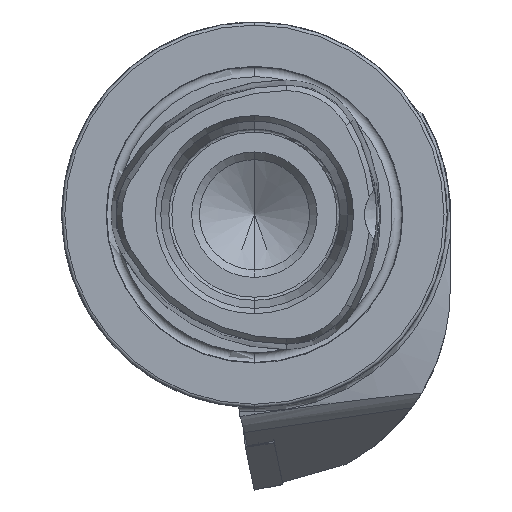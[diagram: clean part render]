
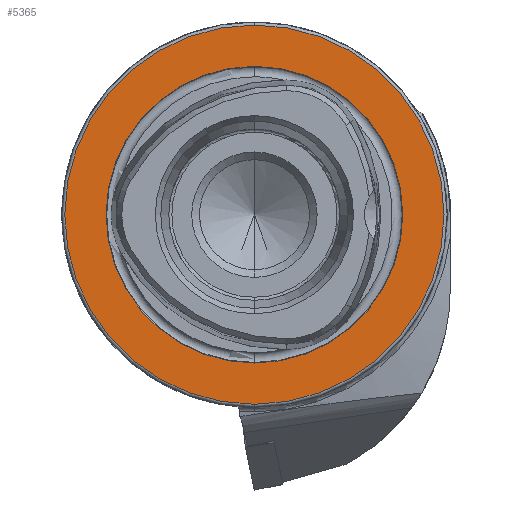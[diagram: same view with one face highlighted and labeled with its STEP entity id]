
A CAD part, left-side view. The second image highlights one B-rep face of the part: STEP entity #5365.
In plain terms, the highlighted planar face has unit normal (-1, 0, 0).
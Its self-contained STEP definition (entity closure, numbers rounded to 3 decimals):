
#146 = DIRECTION ( 'NONE',  ( 0., 0., 1. ) ) ;
#148 = DIRECTION ( 'NONE',  ( -1., 0., 0. ) ) ;
#155 = CARTESIAN_POINT ( 'NONE',  ( 0., 0., 0. ) ) ;
#188 = DIRECTION ( 'NONE',  ( 0., 0., 1. ) ) ;
#204 = CARTESIAN_POINT ( 'NONE',  ( 0., 0., 0. ) ) ;
#213 = DIRECTION ( 'NONE',  ( -1., 0., 0. ) ) ;
#1832 = ORIENTED_EDGE ( 'NONE', *, *, #6943, .F. ) ;
#1888 = AXIS2_PLACEMENT_3D ( 'NONE', #3504, #3494, #3487 ) ;
#2562 = DIRECTION ( 'NONE',  ( -1., 0., 0. ) ) ;
#2597 = DIRECTION ( 'NONE',  ( -1., 0., 0. ) ) ;
#2710 = DIRECTION ( 'NONE',  ( 0., 0., 1. ) ) ;
#3051 = CARTESIAN_POINT ( 'NONE',  ( 0., 0., 0. ) ) ;
#3155 = CARTESIAN_POINT ( 'NONE',  ( 0., 0., -24.25 ) ) ;
#3160 = CARTESIAN_POINT ( 'NONE',  ( 0., 0., 31. ) ) ;
#3175 = CARTESIAN_POINT ( 'NONE',  ( 0., 0., 0. ) ) ;
#3209 = CARTESIAN_POINT ( 'NONE',  ( 0., 0., -31. ) ) ;
#3214 = CARTESIAN_POINT ( 'NONE',  ( 0., 0., 24.25 ) ) ;
#3360 = DIRECTION ( 'NONE',  ( 0., 0., 1. ) ) ;
#3465 = PLANE ( 'NONE',  #1888 ) ;
#3487 = DIRECTION ( 'NONE',  ( 0., 0., -1. ) ) ;
#3494 = DIRECTION ( 'NONE',  ( 1., 0., 0. ) ) ;
#3504 = CARTESIAN_POINT ( 'NONE',  ( 0., 24.25, 0. ) ) ;
#3878 = CIRCLE ( 'NONE', #7374, 24.25 ) ;
#4524 = EDGE_CURVE ( 'NONE', #6010, #5954, #5414, .T. ) ;
#4540 = EDGE_CURVE ( 'NONE', #5976, #5864, #5404, .T. ) ;
#5365 = ADVANCED_FACE ( 'NONE', ( #5594, #5565 ), #3465, .F. ) ;
#5404 = CIRCLE ( 'NONE', #8229, 31. ) ;
#5414 = CIRCLE ( 'NONE', #8228, 24.25 ) ;
#5565 = FACE_OUTER_BOUND ( 'NONE', #9572, .T. ) ;
#5594 = FACE_BOUND ( 'NONE', #9548, .T. ) ;
#5864 = VERTEX_POINT ( 'NONE', #3209 ) ;
#5954 = VERTEX_POINT ( 'NONE', #3214 ) ;
#5976 = VERTEX_POINT ( 'NONE', #3160 ) ;
#6010 = VERTEX_POINT ( 'NONE', #3155 ) ;
#6315 = ORIENTED_EDGE ( 'NONE', *, *, #4524, .F. ) ;
#6480 = ORIENTED_EDGE ( 'NONE', *, *, #6928, .T. ) ;
#6521 = ORIENTED_EDGE ( 'NONE', *, *, #4540, .T. ) ;
#6538 = CIRCLE ( 'NONE', #7399, 31. ) ;
#6928 = EDGE_CURVE ( 'NONE', #5864, #5976, #6538, .T. ) ;
#6943 = EDGE_CURVE ( 'NONE', #5954, #6010, #3878, .T. ) ;
#7374 = AXIS2_PLACEMENT_3D ( 'NONE', #3051, #2562, #3360 ) ;
#7399 = AXIS2_PLACEMENT_3D ( 'NONE', #3175, #2597, #2710 ) ;
#8228 = AXIS2_PLACEMENT_3D ( 'NONE', #204, #213, #188 ) ;
#8229 = AXIS2_PLACEMENT_3D ( 'NONE', #155, #148, #146 ) ;
#9548 = EDGE_LOOP ( 'NONE', ( #1832, #6315 ) ) ;
#9572 = EDGE_LOOP ( 'NONE', ( #6521, #6480 ) ) ;
